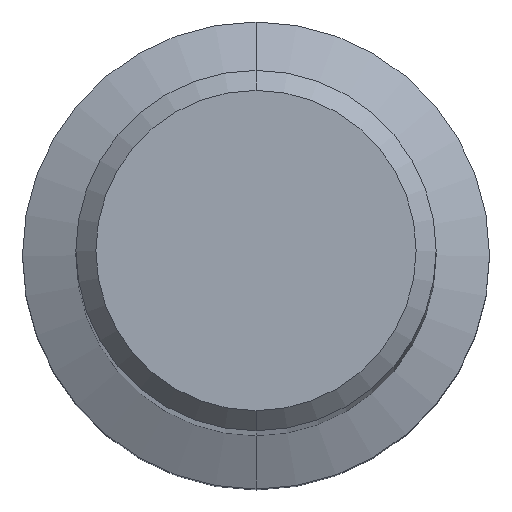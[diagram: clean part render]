
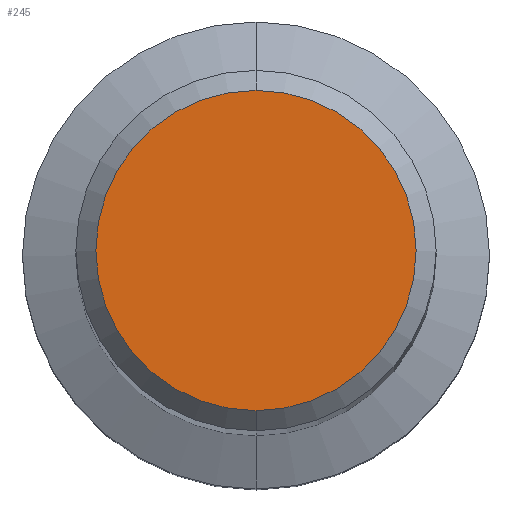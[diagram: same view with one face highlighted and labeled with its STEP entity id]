
A CAD part, top view. The second image highlights one B-rep face of the part: STEP entity #245.
In plain terms, the highlighted planar face has unit normal (0, 0, 1).
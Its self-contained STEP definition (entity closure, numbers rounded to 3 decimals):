
#201=VERTEX_POINT('',#556);
#245=ADVANCED_FACE('',(#602),#603,.T.);
#291=EDGE_CURVE('',#341,#201,#656,.T.);
#341=VERTEX_POINT('',#711);
#411=EDGE_CURVE('',#201,#341,#788,.T.);
#556=CARTESIAN_POINT('',(0.0,4.8,0.0));
#602=FACE_OUTER_BOUND('',#1046,.T.);
#603=PLANE('',#1047);
#656=CIRCLE('',#1139,4.8);
#711=CARTESIAN_POINT('',(0.,-4.8,0.0));
#788=CIRCLE('',#1415,4.8);
#1046=EDGE_LOOP('',(#1714,#1715));
#1047=AXIS2_PLACEMENT_3D('',#1716,#1717,#1718);
#1139=AXIS2_PLACEMENT_3D('',#1792,#1793,#1794);
#1415=AXIS2_PLACEMENT_3D('',#1937,#1938,#1939);
#1714=ORIENTED_EDGE('',*,*,#411,.F.);
#1715=ORIENTED_EDGE('',*,*,#291,.F.);
#1716=CARTESIAN_POINT('',(0.0,2.4,0.0));
#1717=DIRECTION('',(-0.0,0.0,1.0));
#1718=DIRECTION('',(0.0,-1.0,0.0));
#1792=CARTESIAN_POINT('',(0.0,0.0,0.0));
#1793=DIRECTION('',(0.0,0.0,-1.0));
#1794=DIRECTION('',(0.0,1.0,0.0));
#1937=CARTESIAN_POINT('',(0.0,0.0,0.0));
#1938=DIRECTION('',(0.0,0.0,-1.0));
#1939=DIRECTION('',(0.0,1.0,0.0));
